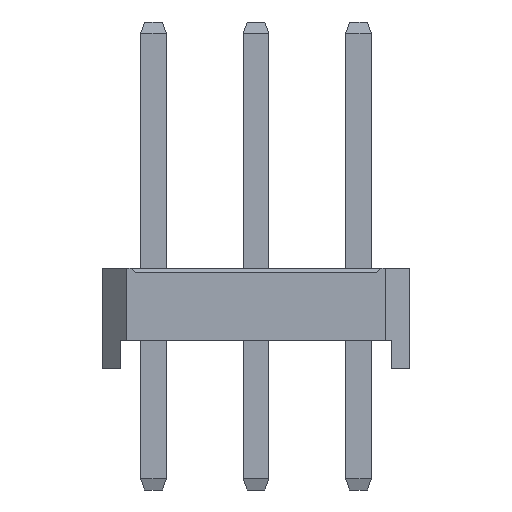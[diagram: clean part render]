
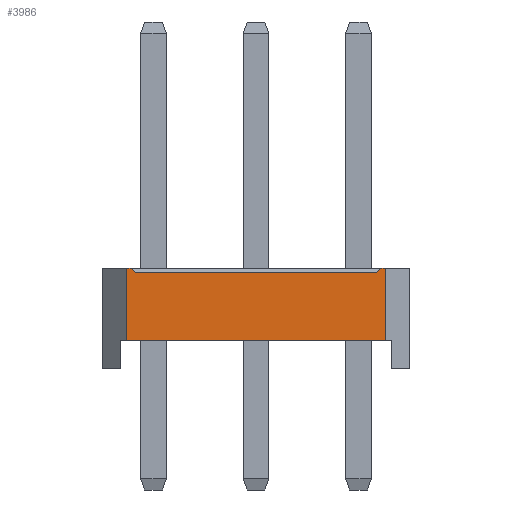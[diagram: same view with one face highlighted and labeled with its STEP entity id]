
A CAD part, left-side view. The second image highlights one B-rep face of the part: STEP entity #3986.
In plain terms, the highlighted planar face has unit normal (-1, 0, 0).
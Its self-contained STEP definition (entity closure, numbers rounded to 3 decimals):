
#3986=ADVANCED_FACE('',(#15238),#15240,.T.);
#15238=FACE_BOUND('',#15239,.T.);
#15239=EDGE_LOOP('',(#23917,#23918,#23919,#23920,#23921,#23922,#23923,#23924));
#15240=PLANE('',#15241);
#15241=AXIS2_PLACEMENT_3D('',#15242,#15243,#15244);
#15242=CARTESIAN_POINT('',(-1.27,5.75,0.));
#15243=DIRECTION('',(-1.,0.,0.));
#15244=DIRECTION('',(0.,-1.,0.));
#23917=ORIENTED_EDGE('',*,*,#29238,.F.);
#23918=ORIENTED_EDGE('',*,*,#29239,.T.);
#23919=ORIENTED_EDGE('',*,*,#29240,.F.);
#23920=ORIENTED_EDGE('',*,*,#28000,.F.);
#23921=ORIENTED_EDGE('',*,*,#29241,.F.);
#23922=ORIENTED_EDGE('',*,*,#27600,.T.);
#23923=ORIENTED_EDGE('',*,*,#29237,.T.);
#23924=ORIENTED_EDGE('',*,*,#28004,.F.);
#27600=EDGE_CURVE('',#30700,#30698,#30701,.T.);
#28000=EDGE_CURVE('',#31498,#31500,#31501,.T.);
#28004=EDGE_CURVE('',#31506,#31508,#31509,.T.);
#29237=EDGE_CURVE('',#30698,#31508,#33537,.T.);
#29238=EDGE_CURVE('',#33538,#31506,#33539,.F.);
#29239=EDGE_CURVE('',#33538,#33540,#33541,.T.);
#29240=EDGE_CURVE('',#31500,#33540,#33542,.F.);
#29241=EDGE_CURVE('',#30700,#31498,#33543,.T.);
#30698=VERTEX_POINT('',#35710);
#30700=VERTEX_POINT('',#35714);
#30701=LINE('',#35715,#35716);
#31498=VERTEX_POINT('',#37310);
#31500=VERTEX_POINT('',#37314);
#31501=LINE('',#37315,#37316);
#31506=VERTEX_POINT('',#37326);
#31508=VERTEX_POINT('',#37330);
#31509=LINE('',#37331,#37332);
#33537=LINE('',#41825,#41826);
#33538=VERTEX_POINT('',#41828);
#33539=LINE('',#41829,#41830);
#33540=VERTEX_POINT('',#41832);
#33541=LINE('',#41833,#41834);
#33542=LINE('',#41836,#41837);
#33543=LINE('',#41839,#41840);
#35710=CARTESIAN_POINT('',(-1.27,-0.67,0.7));
#35714=CARTESIAN_POINT('',(-1.27,5.75,0.7));
#35715=CARTESIAN_POINT('',(-1.27,5.75,0.7));
#35716=VECTOR('',#35717,1.);
#35717=DIRECTION('',(0.,-1.,0.));
#37310=CARTESIAN_POINT('',(-1.27,5.75,2.5));
#37314=CARTESIAN_POINT('',(-1.27,5.63,2.5));
#37315=CARTESIAN_POINT('',(-1.27,5.75,2.5));
#37316=VECTOR('',#37317,1.);
#37317=DIRECTION('',(0.,-1.,0.));
#37326=CARTESIAN_POINT('',(-1.27,-0.55,2.5));
#37330=CARTESIAN_POINT('',(-1.27,-0.67,2.5));
#37331=CARTESIAN_POINT('',(-1.27,-0.55,2.5));
#37332=VECTOR('',#37333,1.);
#37333=DIRECTION('',(0.,-1.,0.));
#41825=CARTESIAN_POINT('',(-1.27,-0.67,0.7));
#41826=VECTOR('',#41827,1.);
#41827=DIRECTION('',(0.,0.,1.));
#41828=CARTESIAN_POINT('',(-1.27,-0.45,2.4));
#41829=CARTESIAN_POINT('',(-1.27,-0.55,2.5));
#41830=VECTOR('',#41831,1.);
#41831=DIRECTION('',(0.,0.707,-0.707));
#41832=CARTESIAN_POINT('',(-1.27,5.53,2.4));
#41833=CARTESIAN_POINT('',(-1.27,-0.45,2.4));
#41834=VECTOR('',#41835,1.);
#41835=DIRECTION('',(0.,1.,0.));
#41836=CARTESIAN_POINT('',(-1.27,5.53,2.4));
#41837=VECTOR('',#41838,1.);
#41838=DIRECTION('',(0.,0.707,0.707));
#41839=CARTESIAN_POINT('',(-1.27,5.75,0.7));
#41840=VECTOR('',#41841,1.);
#41841=DIRECTION('',(0.,0.,1.));
